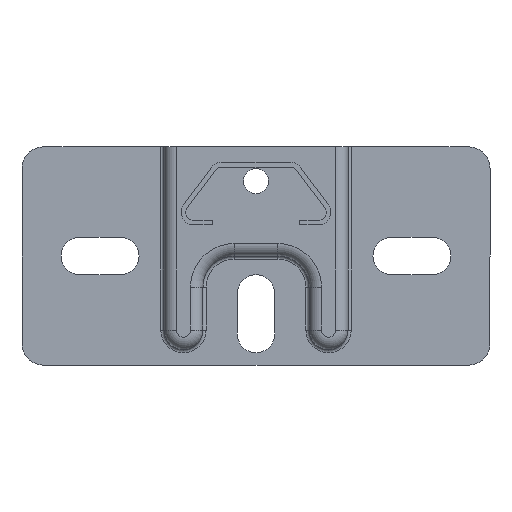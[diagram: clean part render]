
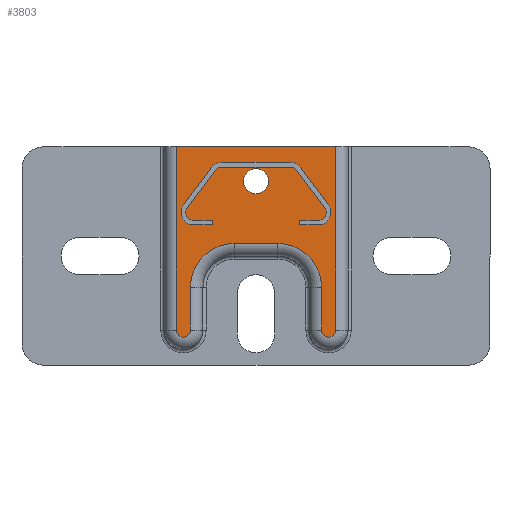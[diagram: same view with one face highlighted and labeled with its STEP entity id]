
A CAD part, front view. The second image highlights one B-rep face of the part: STEP entity #3803.
In plain terms, the highlighted planar face has unit normal (0, -1, 0).
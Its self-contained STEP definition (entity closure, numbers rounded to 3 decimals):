
#19 = DIRECTION ( 'NONE',  ( 1., 0., 0. ) ) ;
#28 = ORIENTED_EDGE ( 'NONE', *, *, #3881, .T. ) ;
#37 = DIRECTION ( 'NONE',  ( 0., 1., 0. ) ) ;
#78 = CARTESIAN_POINT ( 'NONE',  ( 7., -9., 25. ) ) ;
#249 = VERTEX_POINT ( 'NONE', #2284 ) ;
#250 = EDGE_CURVE ( 'NONE', #2647, #3501, #1005, .T. ) ;
#253 = CARTESIAN_POINT ( 'NONE',  ( 0., -9., 59. ) ) ;
#293 = DIRECTION ( 'NONE',  ( 0., 0., 1. ) ) ;
#351 = CARTESIAN_POINT ( 'NONE',  ( -7., -9., 39. ) ) ;
#459 = ORIENTED_EDGE ( 'NONE', *, *, #869, .T. ) ;
#533 = AXIS2_PLACEMENT_3D ( 'NONE', #2003, #1977, #1947 ) ;
#676 = EDGE_CURVE ( 'NONE', #4503, #2647, #3253, .T. ) ;
#721 = DIRECTION ( 'NONE',  ( -1., 0., 0. ) ) ;
#784 = FACE_OUTER_BOUND ( 'NONE', #3893, .T. ) ;
#869 = EDGE_CURVE ( 'NONE', #3638, #249, #1074, .T. ) ;
#882 = VERTEX_POINT ( 'NONE', #3518 ) ;
#897 = AXIS2_PLACEMENT_3D ( 'NONE', #3497, #949, #3931 ) ;
#949 = DIRECTION ( 'NONE',  ( 0., -1., 0. ) ) ;
#961 = LINE ( 'NONE', #2379, #5357 ) ;
#1005 = CIRCLE ( 'NONE', #533, 14. ) ;
#1010 = EDGE_LOOP ( 'NONE', ( #4782, #1333 ) ) ;
#1038 = LINE ( 'NONE', #4709, #4267 ) ;
#1074 = LINE ( 'NONE', #4226, #3184 ) ;
#1085 = CARTESIAN_POINT ( 'NONE',  ( -25.5, -9., 70. ) ) ;
#1090 = CARTESIAN_POINT ( 'NONE',  ( 0., -9., 59. ) ) ;
#1204 = LINE ( 'NONE', #4992, #2226 ) ;
#1333 = ORIENTED_EDGE ( 'NONE', *, *, #5494, .F. ) ;
#1351 = CIRCLE ( 'NONE', #5600, 2.25 ) ;
#1544 = DIRECTION ( 'NONE',  ( -1., 0., 0. ) ) ;
#1596 = EDGE_CURVE ( 'NONE', #3501, #4403, #961, .T. ) ;
#1612 = VERTEX_POINT ( 'NONE', #2014 ) ;
#1655 = ORIENTED_EDGE ( 'NONE', *, *, #3045, .T. ) ;
#1672 = EDGE_CURVE ( 'NONE', #4403, #3638, #5070, .T. ) ;
#1709 = LINE ( 'NONE', #1958, #5172 ) ;
#1947 = DIRECTION ( 'NONE',  ( 1., 0., 0. ) ) ;
#1958 = CARTESIAN_POINT ( 'NONE',  ( -29.5, -9., 70. ) ) ;
#1965 = CIRCLE ( 'NONE', #2409, 4. ) ;
#1977 = DIRECTION ( 'NONE',  ( 0., 1., 0. ) ) ;
#2003 = CARTESIAN_POINT ( 'NONE',  ( -7., -9., 25. ) ) ;
#2014 = CARTESIAN_POINT ( 'NONE',  ( 4., -9., 59. ) ) ;
#2226 = VECTOR ( 'NONE', #293, 1000. ) ;
#2255 = CARTESIAN_POINT ( 'NONE',  ( -23.25, -9., 11.25 ) ) ;
#2279 = CARTESIAN_POINT ( 'NONE',  ( -25.5, -9., 11.25 ) ) ;
#2284 = CARTESIAN_POINT ( 'NONE',  ( 21., -9., 11.25 ) ) ;
#2307 = DIRECTION ( 'NONE',  ( 1., 0., 0. ) ) ;
#2309 = DIRECTION ( 'NONE',  ( 0., 1., 0. ) ) ;
#2357 = ORIENTED_EDGE ( 'NONE', *, *, #3075, .T. ) ;
#2379 = CARTESIAN_POINT ( 'NONE',  ( -23.25, -9., 39. ) ) ;
#2409 = AXIS2_PLACEMENT_3D ( 'NONE', #1090, #4039, #1544 ) ;
#2485 = VERTEX_POINT ( 'NONE', #3661 ) ;
#2606 = CARTESIAN_POINT ( 'NONE',  ( -21., -9., 25. ) ) ;
#2633 = ORIENTED_EDGE ( 'NONE', *, *, #250, .T. ) ;
#2647 = VERTEX_POINT ( 'NONE', #2606 ) ;
#2671 = DIRECTION ( 'NONE',  ( 1., 0., 0. ) ) ;
#2684 = CARTESIAN_POINT ( 'NONE',  ( 7., -9., 39. ) ) ;
#2972 = VERTEX_POINT ( 'NONE', #1085 ) ;
#3043 = CARTESIAN_POINT ( 'NONE',  ( -21., -9., 11.25 ) ) ;
#3045 = EDGE_CURVE ( 'NONE', #4434, #4503, #1351, .T. ) ;
#3075 = EDGE_CURVE ( 'NONE', #249, #2485, #4701, .T. ) ;
#3184 = VECTOR ( 'NONE', #3537, 1000. ) ;
#3253 = LINE ( 'NONE', #3043, #5400 ) ;
#3266 = DIRECTION ( 'NONE',  ( 0., -1., 0. ) ) ;
#3497 = CARTESIAN_POINT ( 'NONE',  ( 23.25, -9., 11.25 ) ) ;
#3501 = VERTEX_POINT ( 'NONE', #351 ) ;
#3517 = ORIENTED_EDGE ( 'NONE', *, *, #5139, .T. ) ;
#3518 = CARTESIAN_POINT ( 'NONE',  ( 25.5, -9., 70. ) ) ;
#3522 = CARTESIAN_POINT ( 'NONE',  ( -23.25, -9., 11.25 ) ) ;
#3537 = DIRECTION ( 'NONE',  ( 0., 0., -1. ) ) ;
#3573 = DIRECTION ( 'NONE',  ( -1., 0., 0. ) ) ;
#3637 = DIRECTION ( 'NONE',  ( 0., 0., 1. ) ) ;
#3638 = VERTEX_POINT ( 'NONE', #3876 ) ;
#3661 = CARTESIAN_POINT ( 'NONE',  ( 25.5, -9., 11.25 ) ) ;
#3709 = ORIENTED_EDGE ( 'NONE', *, *, #4955, .T. ) ;
#3803 = ADVANCED_FACE ( 'NONE', ( #4166, #784 ), #3943, .F. ) ;
#3876 = CARTESIAN_POINT ( 'NONE',  ( 21., -9., 25. ) ) ;
#3881 = EDGE_CURVE ( 'NONE', #882, #2972, #1709, .T. ) ;
#3893 = EDGE_LOOP ( 'NONE', ( #2357, #3709, #28, #3517, #1655, #4472, #2633, #4427, #4821, #459 ) ) ;
#3931 = DIRECTION ( 'NONE',  ( 1., 0., 0. ) ) ;
#3943 = PLANE ( 'NONE',  #5020 ) ;
#4001 = EDGE_CURVE ( 'NONE', #4406, #1612, #4096, .T. ) ;
#4039 = DIRECTION ( 'NONE',  ( 0., -1., 0. ) ) ;
#4054 = AXIS2_PLACEMENT_3D ( 'NONE', #253, #3266, #721 ) ;
#4096 = CIRCLE ( 'NONE', #4054, 4. ) ;
#4166 = FACE_BOUND ( 'NONE', #1010, .T. ) ;
#4226 = CARTESIAN_POINT ( 'NONE',  ( 21., -9., 11.25 ) ) ;
#4267 = VECTOR ( 'NONE', #5138, 1000. ) ;
#4403 = VERTEX_POINT ( 'NONE', #2684 ) ;
#4406 = VERTEX_POINT ( 'NONE', #5182 ) ;
#4427 = ORIENTED_EDGE ( 'NONE', *, *, #1596, .T. ) ;
#4434 = VERTEX_POINT ( 'NONE', #2279 ) ;
#4472 = ORIENTED_EDGE ( 'NONE', *, *, #676, .T. ) ;
#4503 = VERTEX_POINT ( 'NONE', #4818 ) ;
#4701 = CIRCLE ( 'NONE', #897, 2.25 ) ;
#4709 = CARTESIAN_POINT ( 'NONE',  ( -25.5, -9., 11.25 ) ) ;
#4782 = ORIENTED_EDGE ( 'NONE', *, *, #4001, .F. ) ;
#4818 = CARTESIAN_POINT ( 'NONE',  ( -21., -9., 11.25 ) ) ;
#4821 = ORIENTED_EDGE ( 'NONE', *, *, #1672, .T. ) ;
#4955 = EDGE_CURVE ( 'NONE', #2485, #882, #1204, .T. ) ;
#4992 = CARTESIAN_POINT ( 'NONE',  ( 25.5, -9., 11.25 ) ) ;
#5020 = AXIS2_PLACEMENT_3D ( 'NONE', #3522, #2309, #5221 ) ;
#5053 = AXIS2_PLACEMENT_3D ( 'NONE', #78, #37, #19 ) ;
#5070 = CIRCLE ( 'NONE', #5053, 14. ) ;
#5138 = DIRECTION ( 'NONE',  ( 0., 0., -1. ) ) ;
#5139 = EDGE_CURVE ( 'NONE', #2972, #4434, #1038, .T. ) ;
#5165 = DIRECTION ( 'NONE',  ( 0., -1., 0. ) ) ;
#5172 = VECTOR ( 'NONE', #3573, 1000. ) ;
#5182 = CARTESIAN_POINT ( 'NONE',  ( -4., -9., 59. ) ) ;
#5221 = DIRECTION ( 'NONE',  ( 1., 0., 0. ) ) ;
#5357 = VECTOR ( 'NONE', #2307, 1000. ) ;
#5400 = VECTOR ( 'NONE', #3637, 1000. ) ;
#5494 = EDGE_CURVE ( 'NONE', #1612, #4406, #1965, .T. ) ;
#5600 = AXIS2_PLACEMENT_3D ( 'NONE', #2255, #5165, #2671 ) ;
